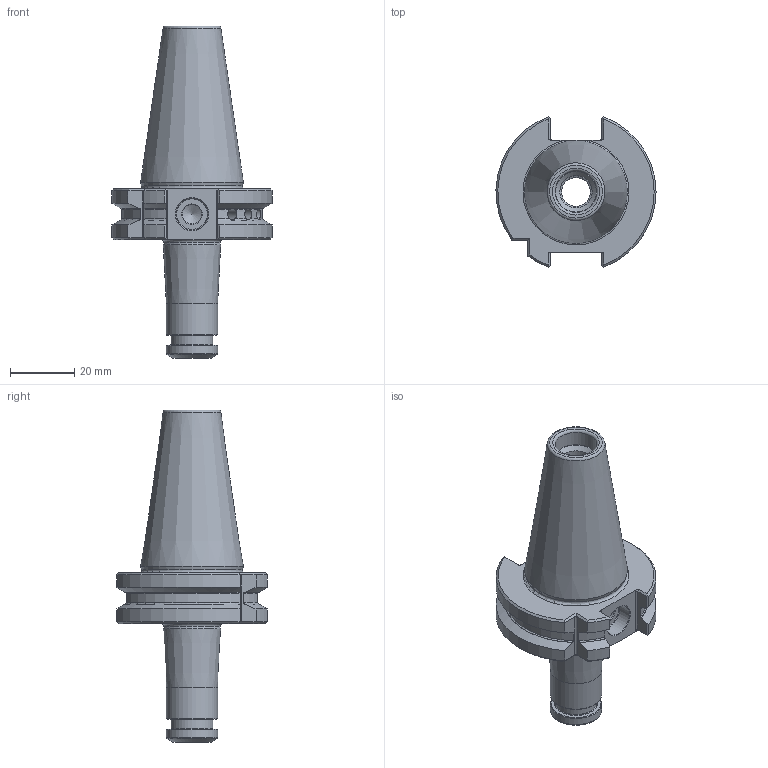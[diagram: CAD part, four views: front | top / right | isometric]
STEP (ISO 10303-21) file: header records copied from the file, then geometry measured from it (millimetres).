
FILE_DESCRIPTION(/* description */ (''),/* implementation_level */ '2;1');
FILE_NAME(/* name */ '223071020.stp',/* time_stamp */ '2021-01-12T12:30:27',/* author */ ('LRA'),/* organization */ ('REGO-FIX'),/* preprocessor_version */ ' Unknown',/* originating_system */ 'SIEMENS PLM Software Solid Edge ST10',/* authorization */ 'Unknown');
FILE_SCHEMA (('AUTOMOTIVE_DESIGN { 1 0 10303 214 2 1 1}'));
Length unit declared in the file: millimetre
Products named in the file (1): NOCUT
Bounding box: 49.99 x 46.89 x 103.65 mm (x, y, z)
Volume: 50556.7 mm3; surface area: 15322.6 mm2
Topology: 1 solids, 1 shells, 125 faces, 326 edges, 206 vertices
Faces by surface type: plane 43, cylinder 38, cone 30, torus 14
Full cylindrical faces by diameter (mm): 3.5 x3, 6 x1, 9 x1, 10 x2, 10.106 x2, 13 x2, 16 x2
Entity records: 4518 total; most frequent: CARTESIAN_POINT 812, DIRECTION 573, ORIENTED_EDGE 548, EDGE_CURVE 274, AXIS2_PLACEMENT_3D 235, VERTEX_POINT 197, FACE_BOUND 173, EDGE_LOOP 169
